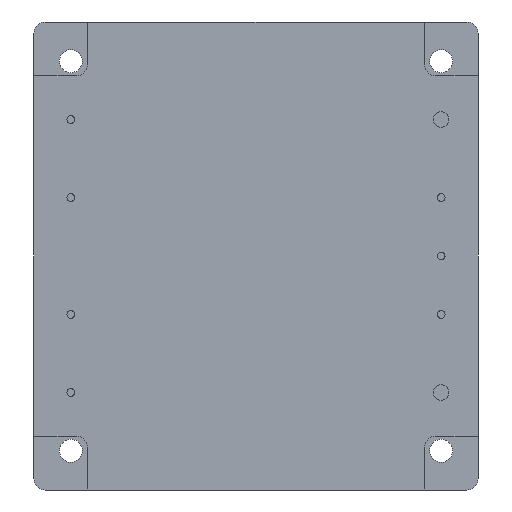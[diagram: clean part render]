
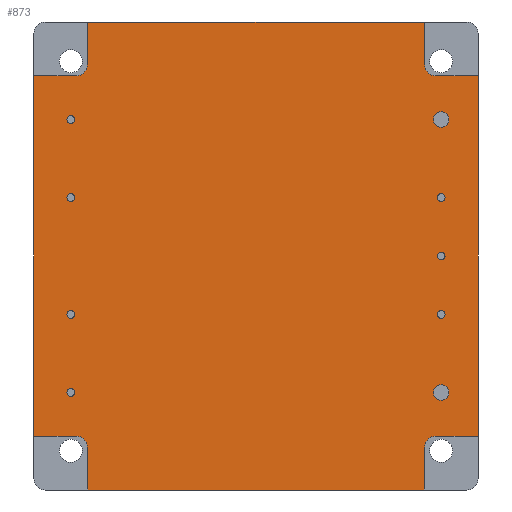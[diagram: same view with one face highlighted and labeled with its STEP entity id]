
A CAD part, front view. The second image highlights one B-rep face of the part: STEP entity #873.
In plain terms, the highlighted planar face has unit normal (0, -1, 0).
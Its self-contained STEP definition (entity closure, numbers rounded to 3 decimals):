
#19=FACE_BOUND('',#133,.T.);
#20=FACE_BOUND('',#134,.T.);
#21=FACE_BOUND('',#135,.T.);
#22=FACE_BOUND('',#136,.T.);
#23=FACE_BOUND('',#137,.T.);
#24=FACE_BOUND('',#138,.T.);
#25=FACE_BOUND('',#139,.T.);
#26=FACE_BOUND('',#140,.T.);
#27=FACE_BOUND('',#141,.T.);
#36=PLANE('',#969);
#76=FACE_OUTER_BOUND('',#132,.T.);
#132=EDGE_LOOP('',(#641,#642,#643,#644,#645,#646,#647,#648,#649,#650,#651,
#652,#653,#654,#655,#656));
#133=EDGE_LOOP('',(#657));
#134=EDGE_LOOP('',(#658));
#135=EDGE_LOOP('',(#659));
#136=EDGE_LOOP('',(#660));
#137=EDGE_LOOP('',(#661));
#138=EDGE_LOOP('',(#662));
#139=EDGE_LOOP('',(#663));
#140=EDGE_LOOP('',(#664));
#141=EDGE_LOOP('',(#665));
#205=LINE('',#1405,#278);
#206=LINE('',#1409,#279);
#207=LINE('',#1411,#280);
#208=LINE('',#1413,#281);
#209=LINE('',#1417,#282);
#210=LINE('',#1419,#283);
#211=LINE('',#1421,#284);
#212=LINE('',#1425,#285);
#213=LINE('',#1427,#286);
#214=LINE('',#1429,#287);
#215=LINE('',#1433,#288);
#216=LINE('',#1434,#289);
#278=VECTOR('',#1131,1000.);
#279=VECTOR('',#1134,1000.);
#280=VECTOR('',#1135,1000.);
#281=VECTOR('',#1136,1000.);
#282=VECTOR('',#1139,1000.);
#283=VECTOR('',#1140,1000.);
#284=VECTOR('',#1141,1000.);
#285=VECTOR('',#1144,1000.);
#286=VECTOR('',#1145,1000.);
#287=VECTOR('',#1146,1000.);
#288=VECTOR('',#1149,1000.);
#289=VECTOR('',#1150,1000.);
#346=CIRCLE('',#943,1.015);
#348=CIRCLE('',#946,0.51);
#350=CIRCLE('',#949,0.51);
#352=CIRCLE('',#952,0.51);
#354=CIRCLE('',#955,1.015);
#356=CIRCLE('',#958,0.51);
#358=CIRCLE('',#961,0.51);
#360=CIRCLE('',#964,0.51);
#362=CIRCLE('',#967,0.51);
#364=CIRCLE('',#970,1.5);
#365=CIRCLE('',#971,1.5);
#366=CIRCLE('',#972,1.5);
#367=CIRCLE('',#973,1.5);
#396=VERTEX_POINT('',#1349);
#398=VERTEX_POINT('',#1355);
#400=VERTEX_POINT('',#1361);
#402=VERTEX_POINT('',#1367);
#404=VERTEX_POINT('',#1373);
#406=VERTEX_POINT('',#1379);
#408=VERTEX_POINT('',#1385);
#410=VERTEX_POINT('',#1391);
#412=VERTEX_POINT('',#1397);
#414=VERTEX_POINT('',#1403);
#415=VERTEX_POINT('',#1404);
#416=VERTEX_POINT('',#1406);
#417=VERTEX_POINT('',#1408);
#418=VERTEX_POINT('',#1410);
#419=VERTEX_POINT('',#1412);
#420=VERTEX_POINT('',#1414);
#421=VERTEX_POINT('',#1416);
#422=VERTEX_POINT('',#1418);
#423=VERTEX_POINT('',#1420);
#424=VERTEX_POINT('',#1422);
#425=VERTEX_POINT('',#1424);
#426=VERTEX_POINT('',#1426);
#427=VERTEX_POINT('',#1428);
#428=VERTEX_POINT('',#1430);
#429=VERTEX_POINT('',#1432);
#478=EDGE_CURVE('',#396,#396,#346,.T.);
#481=EDGE_CURVE('',#398,#398,#348,.T.);
#484=EDGE_CURVE('',#400,#400,#350,.T.);
#487=EDGE_CURVE('',#402,#402,#352,.T.);
#490=EDGE_CURVE('',#404,#404,#354,.T.);
#493=EDGE_CURVE('',#406,#406,#356,.T.);
#496=EDGE_CURVE('',#408,#408,#358,.T.);
#499=EDGE_CURVE('',#410,#410,#360,.T.);
#502=EDGE_CURVE('',#412,#412,#362,.T.);
#505=EDGE_CURVE('',#414,#415,#205,.T.);
#506=EDGE_CURVE('',#415,#416,#364,.T.);
#507=EDGE_CURVE('',#416,#417,#206,.T.);
#508=EDGE_CURVE('',#417,#418,#207,.T.);
#509=EDGE_CURVE('',#418,#419,#208,.T.);
#510=EDGE_CURVE('',#419,#420,#365,.T.);
#511=EDGE_CURVE('',#420,#421,#209,.T.);
#512=EDGE_CURVE('',#421,#422,#210,.T.);
#513=EDGE_CURVE('',#422,#423,#211,.T.);
#514=EDGE_CURVE('',#423,#424,#366,.T.);
#515=EDGE_CURVE('',#424,#425,#212,.T.);
#516=EDGE_CURVE('',#425,#426,#213,.T.);
#517=EDGE_CURVE('',#426,#427,#214,.T.);
#518=EDGE_CURVE('',#427,#428,#367,.T.);
#519=EDGE_CURVE('',#428,#429,#215,.T.);
#520=EDGE_CURVE('',#429,#414,#216,.T.);
#641=ORIENTED_EDGE('',*,*,#505,.T.);
#642=ORIENTED_EDGE('',*,*,#506,.T.);
#643=ORIENTED_EDGE('',*,*,#507,.T.);
#644=ORIENTED_EDGE('',*,*,#508,.T.);
#645=ORIENTED_EDGE('',*,*,#509,.T.);
#646=ORIENTED_EDGE('',*,*,#510,.T.);
#647=ORIENTED_EDGE('',*,*,#511,.T.);
#648=ORIENTED_EDGE('',*,*,#512,.T.);
#649=ORIENTED_EDGE('',*,*,#513,.T.);
#650=ORIENTED_EDGE('',*,*,#514,.T.);
#651=ORIENTED_EDGE('',*,*,#515,.T.);
#652=ORIENTED_EDGE('',*,*,#516,.T.);
#653=ORIENTED_EDGE('',*,*,#517,.T.);
#654=ORIENTED_EDGE('',*,*,#518,.T.);
#655=ORIENTED_EDGE('',*,*,#519,.T.);
#656=ORIENTED_EDGE('',*,*,#520,.T.);
#657=ORIENTED_EDGE('',*,*,#499,.F.);
#658=ORIENTED_EDGE('',*,*,#493,.F.);
#659=ORIENTED_EDGE('',*,*,#487,.F.);
#660=ORIENTED_EDGE('',*,*,#481,.F.);
#661=ORIENTED_EDGE('',*,*,#478,.F.);
#662=ORIENTED_EDGE('',*,*,#484,.F.);
#663=ORIENTED_EDGE('',*,*,#490,.F.);
#664=ORIENTED_EDGE('',*,*,#496,.F.);
#665=ORIENTED_EDGE('',*,*,#502,.F.);
#873=ADVANCED_FACE('',(#76,#19,#20,#21,#22,#23,#24,#25,#26,#27),#36,.T.);
#943=AXIS2_PLACEMENT_3D('',#1350,#1068,#1069);
#946=AXIS2_PLACEMENT_3D('',#1356,#1075,#1076);
#949=AXIS2_PLACEMENT_3D('',#1362,#1082,#1083);
#952=AXIS2_PLACEMENT_3D('',#1368,#1089,#1090);
#955=AXIS2_PLACEMENT_3D('',#1374,#1096,#1097);
#958=AXIS2_PLACEMENT_3D('',#1380,#1103,#1104);
#961=AXIS2_PLACEMENT_3D('',#1386,#1110,#1111);
#964=AXIS2_PLACEMENT_3D('',#1392,#1117,#1118);
#967=AXIS2_PLACEMENT_3D('',#1398,#1124,#1125);
#969=AXIS2_PLACEMENT_3D('',#1402,#1129,#1130);
#970=AXIS2_PLACEMENT_3D('',#1407,#1132,#1133);
#971=AXIS2_PLACEMENT_3D('',#1415,#1137,#1138);
#972=AXIS2_PLACEMENT_3D('',#1423,#1142,#1143);
#973=AXIS2_PLACEMENT_3D('',#1431,#1147,#1148);
#1068=DIRECTION('center_axis',(0.,-1.,0.));
#1069=DIRECTION('ref_axis',(0.,0.,-1.));
#1075=DIRECTION('center_axis',(0.,-1.,0.));
#1076=DIRECTION('ref_axis',(0.,0.,-1.));
#1082=DIRECTION('center_axis',(0.,-1.,0.));
#1083=DIRECTION('ref_axis',(0.,0.,-1.));
#1089=DIRECTION('center_axis',(0.,-1.,0.));
#1090=DIRECTION('ref_axis',(0.,0.,-1.));
#1096=DIRECTION('center_axis',(0.,-1.,0.));
#1097=DIRECTION('ref_axis',(0.,0.,-1.));
#1103=DIRECTION('center_axis',(0.,-1.,0.));
#1104=DIRECTION('ref_axis',(0.,0.,-1.));
#1110=DIRECTION('center_axis',(0.,-1.,0.));
#1111=DIRECTION('ref_axis',(0.,0.,-1.));
#1117=DIRECTION('center_axis',(0.,-1.,0.));
#1118=DIRECTION('ref_axis',(0.,0.,-1.));
#1124=DIRECTION('center_axis',(0.,-1.,0.));
#1125=DIRECTION('ref_axis',(0.,0.,-1.));
#1129=DIRECTION('center_axis',(0.,-1.,0.));
#1130=DIRECTION('ref_axis',(0.,0.,-1.));
#1131=DIRECTION('',(1.,0.,0.));
#1132=DIRECTION('center_axis',(0.,1.,0.));
#1133=DIRECTION('ref_axis',(0.,0.,-1.));
#1134=DIRECTION('',(0.,0.,-1.));
#1135=DIRECTION('',(1.,0.,0.));
#1136=DIRECTION('',(0.,0.,1.));
#1137=DIRECTION('center_axis',(0.,1.,0.));
#1138=DIRECTION('ref_axis',(0.,0.,-1.));
#1139=DIRECTION('',(1.,0.,0.));
#1140=DIRECTION('',(0.,0.,1.));
#1141=DIRECTION('',(-1.,0.,0.));
#1142=DIRECTION('center_axis',(0.,1.,0.));
#1143=DIRECTION('ref_axis',(0.,0.,-1.));
#1144=DIRECTION('',(0.,0.,1.));
#1145=DIRECTION('',(-1.,0.,0.));
#1146=DIRECTION('',(0.,0.,-1.));
#1147=DIRECTION('center_axis',(0.,1.,0.));
#1148=DIRECTION('ref_axis',(0.,0.,-1.));
#1149=DIRECTION('',(-1.,0.,0.));
#1150=DIRECTION('',(0.,0.,-1.));
#1349=CARTESIAN_POINT('',(24.125,0.7,16.765));
#1350=CARTESIAN_POINT('Origin',(24.125,0.7,17.78));
#1355=CARTESIAN_POINT('',(24.125,0.7,7.11));
#1356=CARTESIAN_POINT('Origin',(24.125,0.7,7.62));
#1361=CARTESIAN_POINT('',(24.125,0.7,-0.51));
#1362=CARTESIAN_POINT('Origin',(24.125,0.7,0.));
#1367=CARTESIAN_POINT('',(24.125,0.7,-8.13));
#1368=CARTESIAN_POINT('Origin',(24.125,0.7,-7.62));
#1373=CARTESIAN_POINT('',(24.125,0.7,-18.795));
#1374=CARTESIAN_POINT('Origin',(24.125,0.7,-17.78));
#1379=CARTESIAN_POINT('',(-24.125,0.7,-18.29));
#1380=CARTESIAN_POINT('Origin',(-24.125,0.7,-17.78));
#1385=CARTESIAN_POINT('',(-24.125,0.7,-8.13));
#1386=CARTESIAN_POINT('Origin',(-24.125,0.7,-7.62));
#1391=CARTESIAN_POINT('',(-24.125,0.7,7.11));
#1392=CARTESIAN_POINT('Origin',(-24.125,0.7,7.62));
#1397=CARTESIAN_POINT('',(-24.125,0.7,17.27));
#1398=CARTESIAN_POINT('Origin',(-24.125,0.7,17.78));
#1402=CARTESIAN_POINT('Origin',(27.45,0.7,29.));
#1403=CARTESIAN_POINT('',(-28.95,0.7,-23.5));
#1404=CARTESIAN_POINT('',(-23.45,0.7,-23.5));
#1405=CARTESIAN_POINT('',(-28.95,0.7,-23.5));
#1406=CARTESIAN_POINT('',(-21.95,0.7,-25.));
#1407=CARTESIAN_POINT('Origin',(-23.45,0.7,-25.));
#1408=CARTESIAN_POINT('',(-21.95,0.7,-30.5));
#1409=CARTESIAN_POINT('',(-21.95,0.7,-29.5));
#1410=CARTESIAN_POINT('',(21.95,0.7,-30.5));
#1411=CARTESIAN_POINT('',(21.95,0.7,-30.5));
#1412=CARTESIAN_POINT('',(21.95,0.7,-25.));
#1413=CARTESIAN_POINT('',(21.95,0.7,-29.5));
#1414=CARTESIAN_POINT('',(23.45,0.7,-23.5));
#1415=CARTESIAN_POINT('Origin',(23.45,0.7,-25.));
#1416=CARTESIAN_POINT('',(28.95,0.7,-23.5));
#1417=CARTESIAN_POINT('',(27.95,0.7,-23.5));
#1418=CARTESIAN_POINT('',(28.95,0.7,23.5));
#1419=CARTESIAN_POINT('',(28.95,0.7,23.5));
#1420=CARTESIAN_POINT('',(23.45,0.7,23.5));
#1421=CARTESIAN_POINT('',(27.95,0.7,23.5));
#1422=CARTESIAN_POINT('',(21.95,0.7,25.));
#1423=CARTESIAN_POINT('Origin',(23.45,0.7,25.));
#1424=CARTESIAN_POINT('',(21.95,0.7,30.5));
#1425=CARTESIAN_POINT('',(21.95,0.7,30.5));
#1426=CARTESIAN_POINT('',(-21.95,0.7,30.5));
#1427=CARTESIAN_POINT('',(-21.95,0.7,30.5));
#1428=CARTESIAN_POINT('',(-21.95,0.7,25.));
#1429=CARTESIAN_POINT('',(-21.95,0.7,30.5));
#1430=CARTESIAN_POINT('',(-23.45,0.7,23.5));
#1431=CARTESIAN_POINT('Origin',(-23.45,0.7,25.));
#1432=CARTESIAN_POINT('',(-28.95,0.7,23.5));
#1433=CARTESIAN_POINT('',(-28.95,0.7,23.5));
#1434=CARTESIAN_POINT('',(-28.95,0.7,-23.5));
